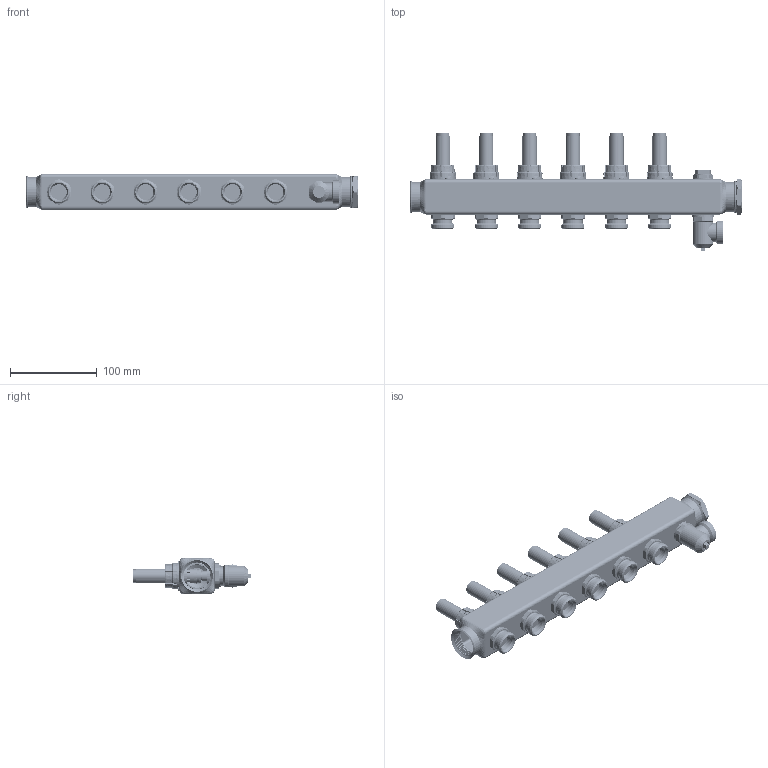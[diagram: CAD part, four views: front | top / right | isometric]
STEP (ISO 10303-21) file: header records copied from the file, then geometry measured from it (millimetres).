
FILE_DESCRIPTION((''),'2;1');
FILE_NAME('088U0756_ASM','2021-08-18T10:57:51',('U240466'),('Danfoss'),'CREO PARAMETRIC BY PTC INC, 2020342','CREO PARAMETRIC BY PTC INC, 2020342','');
FILE_SCHEMA(('CONFIG_CONTROL_DESIGN'));
Products named in the file (8): FLOWMETERASSY_SW; BIV-JIETOU; SSM_MANIFOLD_6L; 088U7016_PROP; 088U7022; SSM_PLUG_ASM; 088U7086; 088U0756_ASM
Assembly tree (17 placements, depth 3):
  088U0756_ASM
    FLOWMETERASSY_SW  x6
    BIV-JIETOU  x6
    SSM_MANIFOLD_6L
    SSM_PLUG_ASM
      088U7016_PROP
      088U7022
    088U7086
Bounding box: 382.8 x 136 x 41 mm (x, y, z)
Volume: 295149.5 mm3; surface area: 250269.3 mm2
Topology: 17 solids, 24 shells, 3813 faces, 10347 edges, 6649 vertices
Faces by surface type: plane 1272, cylinder 1065, bspline 599, cone 582, torus 293, sphere 2
Entity records: 131347 total; most frequent: CARTESIAN_POINT 100362, ORIENTED_EDGE 6996, DIRECTION 5619, EDGE_CURVE 3500, AXIS2_PLACEMENT_3D 2290, VERTEX_POINT 2219, EDGE_LOOP 1477, FACE_OUTER_BOUND 1348
